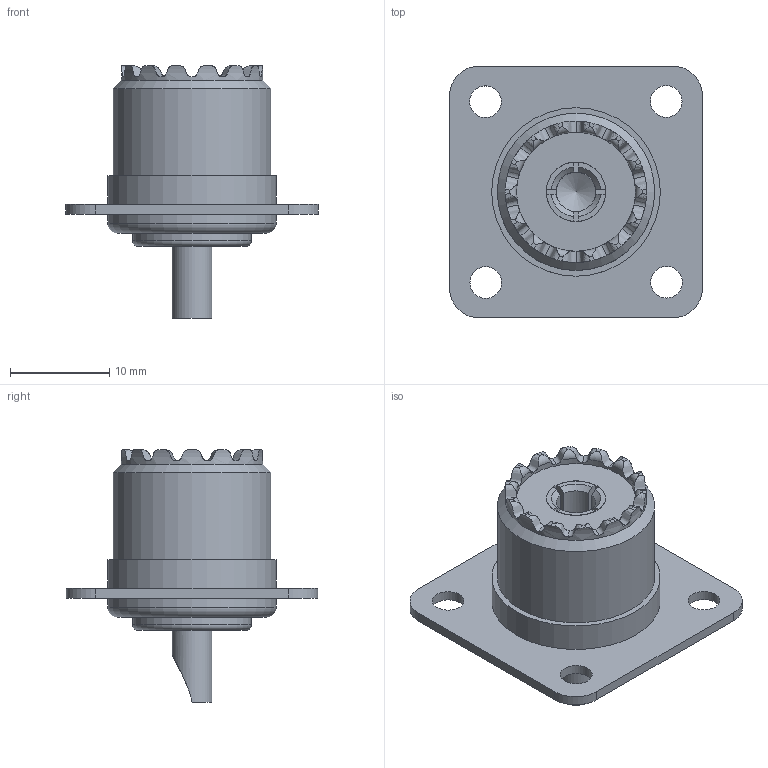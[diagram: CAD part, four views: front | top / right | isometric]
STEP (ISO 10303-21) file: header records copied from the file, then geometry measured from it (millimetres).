
FILE_DESCRIPTION(/* description */ ('','CAx-IF Rec.Pracs.---Representation and Presentation of Product Manufacturing Information (PMI)---4.0---2014-10-13'),/* implementation_level */ '2;1');
FILE_NAME(/* name */ '008aaa8a-39b9-44f1-b3d2-5e6b087e260b.zip.stp',/* time_stamp */ '2025-02-25T01:36:47Z',/* author */ (''),/* organization */ (''),/* preprocessor_version */ 'ST-DEVELOPER v20',/* originating_system */ 'Autodesk Translation Framework v13.20.0.188',/* authorisation */ '');
FILE_SCHEMA (('AP242_MANAGED_MODEL_BASED_3D_ENGINEERING_MIM_LF { 1 0 10303 442 1 1 4 }'));
Length unit declared in the file: millimetre
Products named in the file (1): UHF Connector
Bounding box: 25.5 x 25.4 x 25.5 mm (x, y, z)
Volume: 3626.3 mm3; surface area: 4919.1 mm2
Topology: 7 solids, 7 shells, 125 faces, 327 edges, 216 vertices
Faces by surface type: plane 49, bspline 29, cylinder 25, torus 16, cone 6
Full cylindrical faces by diameter (mm): 2.5 x1, 3.2 x4, 4 x3, 6 x2, 8.952 x1, 10.238 x2, 11.979 x1, 12 x2, 14.25 x1, 15.875 x1, 17 x3
Entity records: 5640 total; most frequent: CARTESIAN_POINT 2603, ORIENTED_EDGE 652, DIRECTION 543, EDGE_CURVE 326, VERTEX_POINT 216, AXIS2_PLACEMENT_3D 214, EDGE_LOOP 146, FACE_OUTER_BOUND 125
